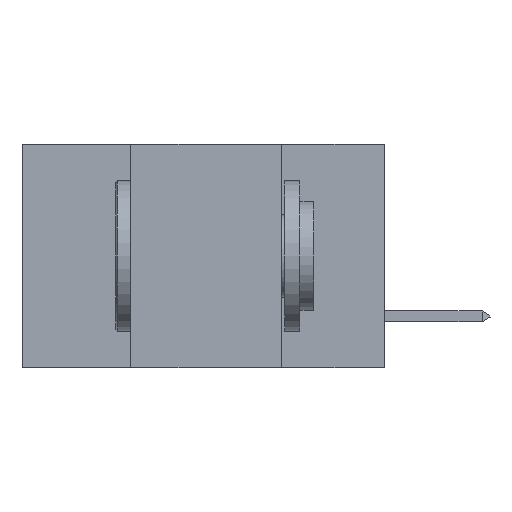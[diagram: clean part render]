
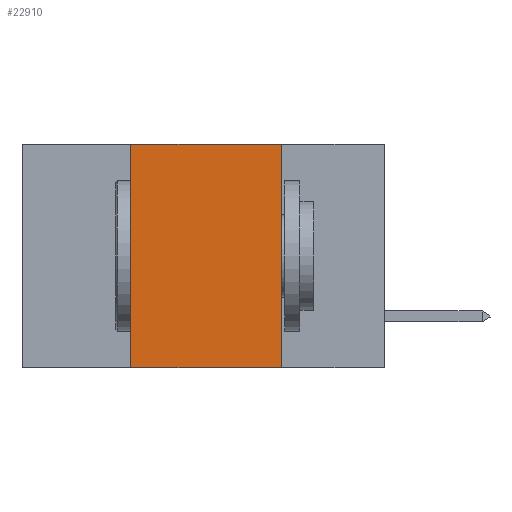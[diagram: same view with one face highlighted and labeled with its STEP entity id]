
A CAD part, left-side view. The second image highlights one B-rep face of the part: STEP entity #22910.
In plain terms, the highlighted planar face has unit normal (-1, 0, 0).
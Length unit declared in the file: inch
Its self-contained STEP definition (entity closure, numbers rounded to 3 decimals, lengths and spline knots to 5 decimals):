
#2180 = VERTEX_POINT ( 'NONE', #3139 ) ;
#3139 = CARTESIAN_POINT ( 'NONE',  ( 0., 0.42, -0.37 ) ) ;
#3175 = CARTESIAN_POINT ( 'NONE',  ( 0., 0.6, 0. ) ) ;
#6083 = EDGE_CURVE ( 'NONE', #2180, #15031, #19746, .T. ) ;
#6346 = DIRECTION ( 'NONE',  ( 0., 0., -1. ) ) ;
#6787 = CARTESIAN_POINT ( 'NONE',  ( 0., 0.6, 0. ) ) ;
#7368 = CARTESIAN_POINT ( 'NONE',  ( 0., 0.42, 0. ) ) ;
#7631 = DIRECTION ( 'NONE',  ( 0., -1., 0. ) ) ;
#7977 = PLANE ( 'NONE',  #18271 ) ;
#9899 = DIRECTION ( 'NONE',  ( 0., 0., 1. ) ) ;
#10126 = VERTEX_POINT ( 'NONE', #30925 ) ;
#10886 = DIRECTION ( 'NONE',  ( 1., 0., 0. ) ) ;
#11670 = DIRECTION ( 'NONE',  ( 0., -1., 0. ) ) ;
#13396 = FACE_OUTER_BOUND ( 'NONE', #22053, .T. ) ;
#13538 = ORIENTED_EDGE ( 'NONE', *, *, #6083, .F. ) ;
#14001 = ORIENTED_EDGE ( 'NONE', *, *, #25574, .F. ) ;
#14450 = VERTEX_POINT ( 'NONE', #19279 ) ;
#14850 = VECTOR ( 'NONE', #6346, 39.37008 ) ;
#15031 = VERTEX_POINT ( 'NONE', #30467 ) ;
#16037 = CARTESIAN_POINT ( 'NONE',  ( 0., 0.6, -0.37 ) ) ;
#16474 = VECTOR ( 'NONE', #11670, 39.37008 ) ;
#18186 = DIRECTION ( 'NONE',  ( 0., 0., -1. ) ) ;
#18271 = AXIS2_PLACEMENT_3D ( 'NONE', #3175, #10886, #18186 ) ;
#19279 = CARTESIAN_POINT ( 'NONE',  ( 0., 0.17, 0. ) ) ;
#19561 = VECTOR ( 'NONE', #7631, 39.37008 ) ;
#19746 = LINE ( 'NONE', #7368, #31651 ) ;
#20672 = ORIENTED_EDGE ( 'NONE', *, *, #30082, .T. ) ;
#21939 = LINE ( 'NONE', #26484, #14850 ) ;
#22053 = EDGE_LOOP ( 'NONE', ( #14001, #25307, #13538, #20672 ) ) ;
#22910 = ADVANCED_FACE ( 'NONE', ( #13396 ), #7977, .F. ) ;
#25307 = ORIENTED_EDGE ( 'NONE', *, *, #29022, .F. ) ;
#25574 = EDGE_CURVE ( 'NONE', #14450, #10126, #21939, .T. ) ;
#26484 = CARTESIAN_POINT ( 'NONE',  ( 0., 0.17, 0. ) ) ;
#26705 = LINE ( 'NONE', #16037, #19561 ) ;
#29022 = EDGE_CURVE ( 'NONE', #15031, #14450, #29577, .T. ) ;
#29577 = LINE ( 'NONE', #6787, #16474 ) ;
#30082 = EDGE_CURVE ( 'NONE', #2180, #10126, #26705, .T. ) ;
#30467 = CARTESIAN_POINT ( 'NONE',  ( 0., 0.42, 0. ) ) ;
#30925 = CARTESIAN_POINT ( 'NONE',  ( 0., 0.17, -0.37 ) ) ;
#31651 = VECTOR ( 'NONE', #9899, 39.37008 ) ;
